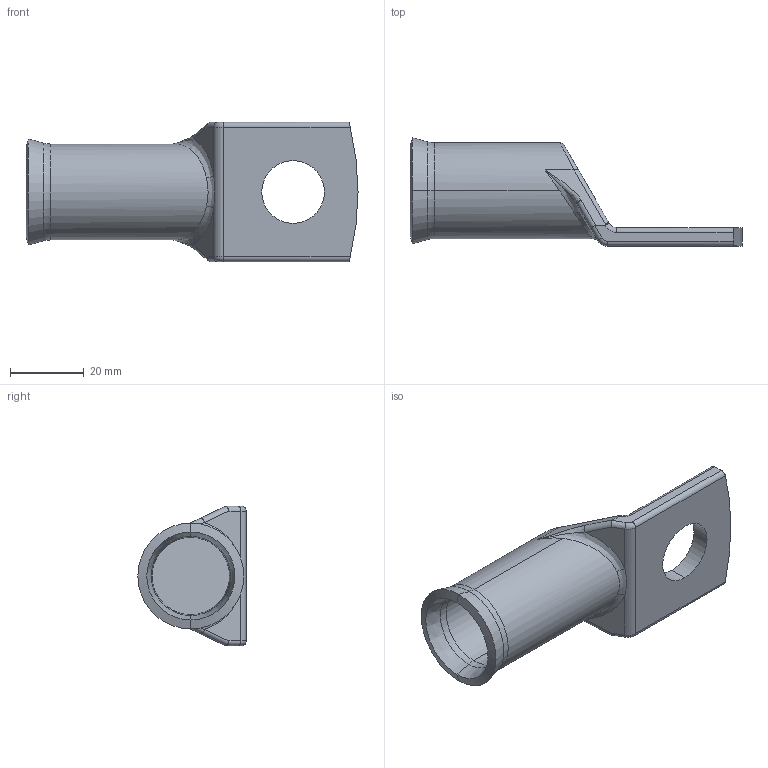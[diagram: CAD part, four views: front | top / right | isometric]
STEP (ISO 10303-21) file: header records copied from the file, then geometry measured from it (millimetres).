
FILE_DESCRIPTION (( 'STEP AP203' ), '1' );
FILE_NAME ('240 mm² Ekstra Standart (Uzun ve Kalýn) Tip Bakýr SKP M16.STEP', '2025-07-14T06:35:19', ( '' ), ( '' ), 'SwSTEP 2.0', 'SolidWorks 2023', '' );
FILE_SCHEMA (( 'CONFIG_CONTROL_DESIGN' ));
Length unit declared in the file: millimetre
Products named in the file (1): 240 mm² Ekstra Standart (Uzun ve Kalın) Tip Bakır SKP M16
Bounding box: 90 x 29.35 x 37.8 mm (x, y, z)
Volume: 18047 mm3; surface area: 11217.7 mm2
Topology: 1 solids, 1 shells, 55 faces, 127 edges, 72 vertices
Faces by surface type: cylinder 20, plane 10, bspline 9, torus 8, cone 6, sphere 2
Entity records: 1970 total; most frequent: CARTESIAN_POINT 738, ORIENTED_EDGE 250, DIRECTION 240, EDGE_CURVE 125, AXIS2_PLACEMENT_3D 98, VERTEX_POINT 72, EDGE_LOOP 57, FACE_OUTER_BOUND 55
